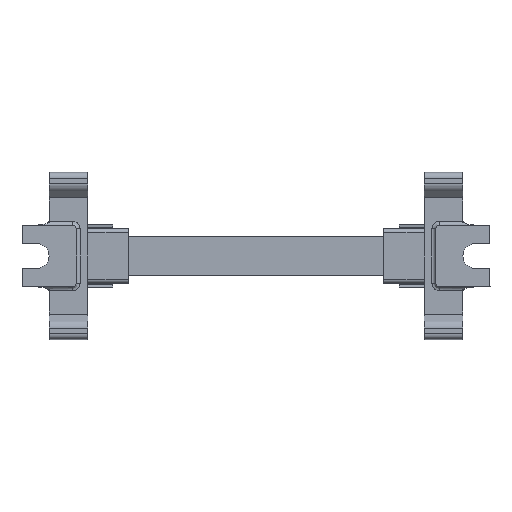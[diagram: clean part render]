
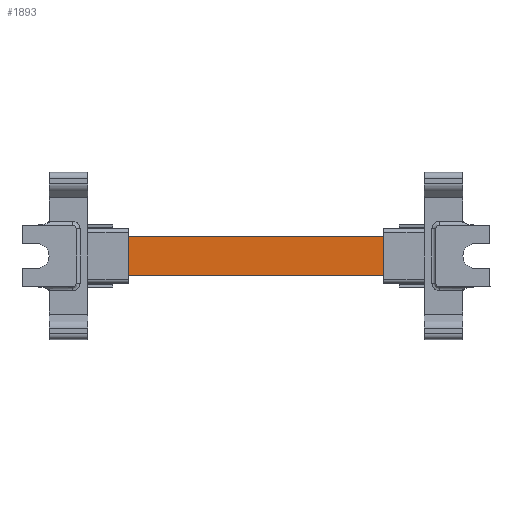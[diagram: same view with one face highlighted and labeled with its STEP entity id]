
A CAD part, front view. The second image highlights one B-rep face of the part: STEP entity #1893.
In plain terms, the highlighted planar face has unit normal (0, -1, 0).
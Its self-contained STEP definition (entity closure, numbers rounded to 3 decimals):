
#128 = ORIENTED_EDGE ( 'NONE', *, *, #16155, .F. ) ;
#140 = ORIENTED_EDGE ( 'NONE', *, *, #16095, .T. ) ;
#163 = ORIENTED_EDGE ( 'NONE', *, *, #15995, .F. ) ;
#544 = AXIS2_PLACEMENT_3D ( 'NONE', #17260, #17296, #17255 ) ;
#1893 = ADVANCED_FACE ( 'NONE', ( #17272 ), #17289, .F. ) ;
#3158 = VERTEX_POINT ( 'NONE', #8526 ) ;
#3190 = VERTEX_POINT ( 'NONE', #8552 ) ;
#3230 = VERTEX_POINT ( 'NONE', #8596 ) ;
#3257 = VERTEX_POINT ( 'NONE', #8611 ) ;
#3948 = EDGE_LOOP ( 'NONE', ( #140, #18534, #128, #163 ) ) ;
#8526 = CARTESIAN_POINT ( 'NONE',  ( -49.053, 47.419, 43.078 ) ) ;
#8552 = CARTESIAN_POINT ( 'NONE',  ( 32.147, 47.419, 33.078 ) ) ;
#8596 = CARTESIAN_POINT ( 'NONE',  ( 32.147, 47.419, 43.078 ) ) ;
#8611 = CARTESIAN_POINT ( 'NONE',  ( -49.053, 47.419, 33.078 ) ) ;
#8994 = DIRECTION ( 'NONE',  ( -1., 0., 0. ) ) ;
#13106 = DIRECTION ( 'NONE',  ( -1., 0., 0. ) ) ;
#13107 = LINE ( 'NONE', #13144, #19316 ) ;
#13144 = CARTESIAN_POINT ( 'NONE',  ( -56.953, 47.419, 43.078 ) ) ;
#13293 = LINE ( 'NONE', #13301, #19329 ) ;
#13301 = CARTESIAN_POINT ( 'NONE',  ( -56.953, 47.419, 33.078 ) ) ;
#13755 = LINE ( 'NONE', #13758, #19635 ) ;
#13758 = CARTESIAN_POINT ( 'NONE',  ( 32.147, 47.419, 43.078 ) ) ;
#13759 = DIRECTION ( 'NONE',  ( 0., 0., -1. ) ) ;
#13803 = CARTESIAN_POINT ( 'NONE',  ( -49.053, 47.419, 43.078 ) ) ;
#13820 = LINE ( 'NONE', #13803, #19657 ) ;
#13832 = DIRECTION ( 'NONE',  ( 0., 0., 1. ) ) ;
#15995 = EDGE_CURVE ( 'NONE', #3230, #3190, #13755, .T. ) ;
#16015 = EDGE_CURVE ( 'NONE', #3257, #3158, #13820, .T. ) ;
#16095 = EDGE_CURVE ( 'NONE', #3230, #3158, #13107, .T. ) ;
#16155 = EDGE_CURVE ( 'NONE', #3190, #3257, #13293, .T. ) ;
#17255 = DIRECTION ( 'NONE',  ( 0., 0., 1. ) ) ;
#17260 = CARTESIAN_POINT ( 'NONE',  ( -56.953, 47.419, 43.078 ) ) ;
#17272 = FACE_OUTER_BOUND ( 'NONE', #3948, .T. ) ;
#17289 = PLANE ( 'NONE',  #544 ) ;
#17296 = DIRECTION ( 'NONE',  ( 0., 1., 0. ) ) ;
#18534 = ORIENTED_EDGE ( 'NONE', *, *, #16015, .F. ) ;
#19316 = VECTOR ( 'NONE', #13106, 1000. ) ;
#19329 = VECTOR ( 'NONE', #8994, 1000. ) ;
#19635 = VECTOR ( 'NONE', #13759, 1000. ) ;
#19657 = VECTOR ( 'NONE', #13832, 1000. ) ;
